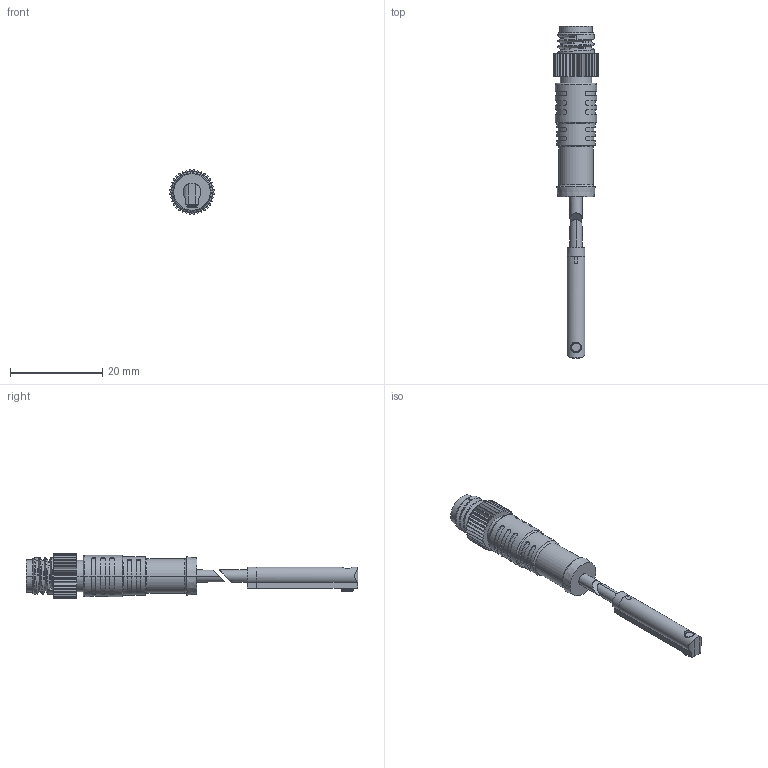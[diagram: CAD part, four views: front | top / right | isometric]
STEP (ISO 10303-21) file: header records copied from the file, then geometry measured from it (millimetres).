
FILE_DESCRIPTION (( 'STEP AP214' ), '1' );
FILE_NAME ('DMSH-M8D 棠羲郪璃.STEP', '2025-01-15T07:06:04', ( '' ), ( '' ), 'SwSTEP 2.0', 'SolidWorks 2023', '' );
FILE_SCHEMA (( 'AUTOMOTIVE_DESIGN' ));
Length unit declared in the file: millimetre
Products named in the file (4): DMSH-M8D 磁开组件; DMSH 磁性开关; 一字吉米螺丝 M2.5X5S; LM08系列快速公接头
Assembly tree (3 placements, depth 2):
  DMSH-M8D 磁开组件
    DMSH 磁性开关
    LM08系列快速公接头
    一字吉米螺丝 M2.5X5S
Bounding box: 9.77 x 71.92 x 9.77 mm (x, y, z)
Volume: 2234.8 mm3; surface area: 1977.6 mm2
Topology: 7 solids, 7 shells, 332 faces, 909 edges, 599 vertices
Faces by surface type: cylinder 151, plane 142, bspline 22, cone 9, torus 8
Entity records: 18308 total; most frequent: CARTESIAN_POINT 10055, ORIENTED_EDGE 1818, DIRECTION 1567, EDGE_CURVE 909, VERTEX_POINT 599, AXIS2_PLACEMENT_3D 550, LINE 467, VECTOR 467
